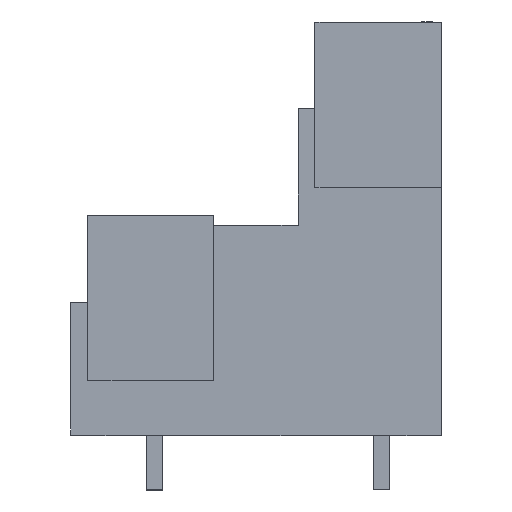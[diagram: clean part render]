
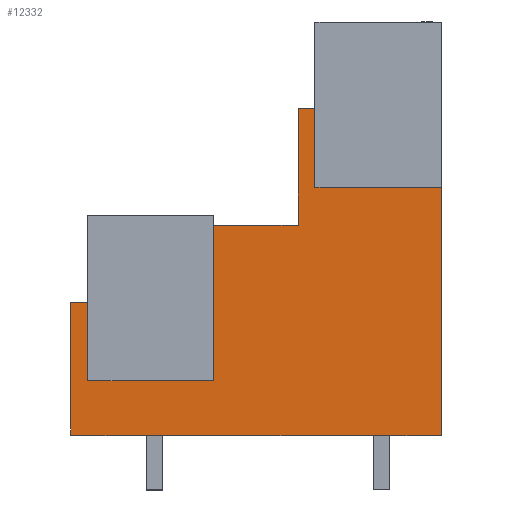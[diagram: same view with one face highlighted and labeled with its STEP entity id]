
A CAD part, left-side view. The second image highlights one B-rep face of the part: STEP entity #12332.
In plain terms, the highlighted planar face has unit normal (-1, 0, 0).
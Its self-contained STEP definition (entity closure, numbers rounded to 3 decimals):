
#12217=AXIS2_PLACEMENT_3D('Plane Axis2P3D',#12214,#12215,#12216) ;
#10298=CARTESIAN_POINT('Vertex',(0.7,7.5,22.6)) ;
#10301=CARTESIAN_POINT('Line Origine',(0.7,7.5,20.275)) ;
#10305=CARTESIAN_POINT('Vertex',(0.7,7.5,17.95)) ;
#10736=CARTESIAN_POINT('Vertex',(0.7,0.,17.95)) ;
#10739=CARTESIAN_POINT('Line Origine',(0.7,0.,10.575)) ;
#10743=CARTESIAN_POINT('Vertex',(0.7,0.,3.2)) ;
#12199=CARTESIAN_POINT('Vertex',(0.7,8.5,22.6)) ;
#12202=CARTESIAN_POINT('Line Origine',(0.7,8.,22.6)) ;
#12214=CARTESIAN_POINT('Axis2P3D Location',(0.7,0.,3.6)) ;
#12219=CARTESIAN_POINT('Line Origine',(0.7,17.,3.2)) ;
#12223=CARTESIAN_POINT('Vertex',(0.7,15.,3.2)) ;
#12225=CARTESIAN_POINT('Vertex',(0.7,19.,3.2)) ;
#12228=CARTESIAN_POINT('Line Origine',(0.7,10.5,3.2)) ;
#12232=CARTESIAN_POINT('Vertex',(0.7,6.,3.2)) ;
#12235=CARTESIAN_POINT('Line Origine',(0.7,4.5,3.2)) ;
#12239=CARTESIAN_POINT('Vertex',(0.7,3.,3.2)) ;
#12242=CARTESIAN_POINT('Line Origine',(0.7,1.5,3.2)) ;
#12247=CARTESIAN_POINT('Line Origine',(0.7,3.75,17.95)) ;
#12252=CARTESIAN_POINT('Line Origine',(0.7,8.5,19.15)) ;
#12256=CARTESIAN_POINT('Vertex',(0.7,8.5,15.7)) ;
#12259=CARTESIAN_POINT('Line Origine',(0.7,11.013,15.7)) ;
#12263=CARTESIAN_POINT('Vertex',(0.7,13.525,15.7)) ;
#12266=CARTESIAN_POINT('Line Origine',(0.7,13.525,11.075)) ;
#12270=CARTESIAN_POINT('Vertex',(0.7,13.525,6.45)) ;
#12273=CARTESIAN_POINT('Line Origine',(0.7,17.25,6.45)) ;
#12277=CARTESIAN_POINT('Vertex',(0.7,20.975,6.45)) ;
#12280=CARTESIAN_POINT('Line Origine',(0.7,20.975,8.775)) ;
#12284=CARTESIAN_POINT('Vertex',(0.7,20.975,11.1)) ;
#12287=CARTESIAN_POINT('Line Origine',(0.7,21.487,11.1)) ;
#12291=CARTESIAN_POINT('Vertex',(0.7,22.,11.1)) ;
#12294=CARTESIAN_POINT('Line Origine',(0.7,22.,7.35)) ;
#12298=CARTESIAN_POINT('Vertex',(0.7,22.,3.6)) ;
#12301=CARTESIAN_POINT('Line Origine',(0.7,22.,3.4)) ;
#12305=CARTESIAN_POINT('Vertex',(0.7,22.,3.2)) ;
#12308=CARTESIAN_POINT('Line Origine',(0.7,20.5,3.2)) ;
#10302=DIRECTION('Vector Direction',(0.,0.,-1.)) ;
#10740=DIRECTION('Vector Direction',(0.,0.,1.)) ;
#12203=DIRECTION('Vector Direction',(0.,1.,0.)) ;
#12215=DIRECTION('Axis2P3D Direction',(-1.,0.,0.)) ;
#12216=DIRECTION('Axis2P3D XDirection',(0.,0.,-1.)) ;
#12220=DIRECTION('Vector Direction',(0.,-1.,0.)) ;
#12229=DIRECTION('Vector Direction',(0.,-1.,0.)) ;
#12236=DIRECTION('Vector Direction',(0.,-1.,0.)) ;
#12243=DIRECTION('Vector Direction',(0.,-1.,0.)) ;
#12248=DIRECTION('Vector Direction',(0.,-1.,0.)) ;
#12253=DIRECTION('Vector Direction',(0.,0.,-1.)) ;
#12260=DIRECTION('Vector Direction',(0.,1.,0.)) ;
#12267=DIRECTION('Vector Direction',(0.,0.,-1.)) ;
#12274=DIRECTION('Vector Direction',(0.,-1.,0.)) ;
#12281=DIRECTION('Vector Direction',(0.,0.,-1.)) ;
#12288=DIRECTION('Vector Direction',(0.,1.,0.)) ;
#12295=DIRECTION('Vector Direction',(0.,0.,1.)) ;
#12302=DIRECTION('Vector Direction',(0.,0.,-1.)) ;
#12309=DIRECTION('Vector Direction',(0.,-1.,0.)) ;
#10303=VECTOR('Line Direction',#10302,1.) ;
#10741=VECTOR('Line Direction',#10740,1.) ;
#12204=VECTOR('Line Direction',#12203,1.) ;
#12221=VECTOR('Line Direction',#12220,1.) ;
#12230=VECTOR('Line Direction',#12229,1.) ;
#12237=VECTOR('Line Direction',#12236,1.) ;
#12244=VECTOR('Line Direction',#12243,1.) ;
#12249=VECTOR('Line Direction',#12248,1.) ;
#12254=VECTOR('Line Direction',#12253,1.) ;
#12261=VECTOR('Line Direction',#12260,1.) ;
#12268=VECTOR('Line Direction',#12267,1.) ;
#12275=VECTOR('Line Direction',#12274,1.) ;
#12282=VECTOR('Line Direction',#12281,1.) ;
#12289=VECTOR('Line Direction',#12288,1.) ;
#12296=VECTOR('Line Direction',#12295,1.) ;
#12303=VECTOR('Line Direction',#12302,1.) ;
#12310=VECTOR('Line Direction',#12309,1.) ;
#12314=ORIENTED_EDGE('',*,*,#12227,.F.) ;
#12315=ORIENTED_EDGE('',*,*,#12234,.T.) ;
#12316=ORIENTED_EDGE('',*,*,#12241,.F.) ;
#12317=ORIENTED_EDGE('',*,*,#12246,.T.) ;
#12318=ORIENTED_EDGE('',*,*,#10745,.T.) ;
#12319=ORIENTED_EDGE('',*,*,#12251,.F.) ;
#12320=ORIENTED_EDGE('',*,*,#10307,.F.) ;
#12321=ORIENTED_EDGE('',*,*,#12206,.T.) ;
#12322=ORIENTED_EDGE('',*,*,#12258,.T.) ;
#12323=ORIENTED_EDGE('',*,*,#12265,.T.) ;
#12324=ORIENTED_EDGE('',*,*,#12272,.T.) ;
#12325=ORIENTED_EDGE('',*,*,#12279,.F.) ;
#12326=ORIENTED_EDGE('',*,*,#12286,.F.) ;
#12327=ORIENTED_EDGE('',*,*,#12293,.T.) ;
#12328=ORIENTED_EDGE('',*,*,#12300,.F.) ;
#12329=ORIENTED_EDGE('',*,*,#12307,.F.) ;
#12330=ORIENTED_EDGE('',*,*,#12312,.T.) ;
#12332=ADVANCED_FACE('Housing',(#12331),#12218,.T.) ;
#10307=EDGE_CURVE('',#10299,#10306,#10304,.T.) ;
#10745=EDGE_CURVE('',#10744,#10737,#10742,.T.) ;
#12206=EDGE_CURVE('',#10299,#12200,#12205,.T.) ;
#12227=EDGE_CURVE('',#12224,#12226,#12222,.F.) ;
#12234=EDGE_CURVE('',#12224,#12233,#12231,.T.) ;
#12241=EDGE_CURVE('',#12240,#12233,#12238,.F.) ;
#12246=EDGE_CURVE('',#12240,#10744,#12245,.T.) ;
#12251=EDGE_CURVE('',#10306,#10737,#12250,.T.) ;
#12258=EDGE_CURVE('',#12200,#12257,#12255,.T.) ;
#12265=EDGE_CURVE('',#12257,#12264,#12262,.T.) ;
#12272=EDGE_CURVE('',#12264,#12271,#12269,.T.) ;
#12279=EDGE_CURVE('',#12278,#12271,#12276,.T.) ;
#12286=EDGE_CURVE('',#12285,#12278,#12283,.T.) ;
#12293=EDGE_CURVE('',#12285,#12292,#12290,.T.) ;
#12300=EDGE_CURVE('',#12299,#12292,#12297,.T.) ;
#12307=EDGE_CURVE('',#12306,#12299,#12304,.F.) ;
#12312=EDGE_CURVE('',#12306,#12226,#12311,.T.) ;
#12313=EDGE_LOOP('',(#12314,#12315,#12316,#12317,#12318,#12319,#12320,#12321,#12322,#12323,#12324,#12325,#12326,#12327,#12328,#12329,#12330)) ;
#12331=FACE_OUTER_BOUND('',#12313,.T.) ;
#10304=LINE('Line',#10301,#10303) ;
#10742=LINE('Line',#10739,#10741) ;
#12205=LINE('Line',#12202,#12204) ;
#12222=LINE('Line',#12219,#12221) ;
#12231=LINE('Line',#12228,#12230) ;
#12238=LINE('Line',#12235,#12237) ;
#12245=LINE('Line',#12242,#12244) ;
#12250=LINE('Line',#12247,#12249) ;
#12255=LINE('Line',#12252,#12254) ;
#12262=LINE('Line',#12259,#12261) ;
#12269=LINE('Line',#12266,#12268) ;
#12276=LINE('Line',#12273,#12275) ;
#12283=LINE('Line',#12280,#12282) ;
#12290=LINE('Line',#12287,#12289) ;
#12297=LINE('Line',#12294,#12296) ;
#12304=LINE('Line',#12301,#12303) ;
#12311=LINE('Line',#12308,#12310) ;
#12218=PLANE('',#12217) ;
#10299=VERTEX_POINT('',#10298) ;
#10306=VERTEX_POINT('',#10305) ;
#10737=VERTEX_POINT('',#10736) ;
#10744=VERTEX_POINT('',#10743) ;
#12200=VERTEX_POINT('',#12199) ;
#12224=VERTEX_POINT('',#12223) ;
#12226=VERTEX_POINT('',#12225) ;
#12233=VERTEX_POINT('',#12232) ;
#12240=VERTEX_POINT('',#12239) ;
#12257=VERTEX_POINT('',#12256) ;
#12264=VERTEX_POINT('',#12263) ;
#12271=VERTEX_POINT('',#12270) ;
#12278=VERTEX_POINT('',#12277) ;
#12285=VERTEX_POINT('',#12284) ;
#12292=VERTEX_POINT('',#12291) ;
#12299=VERTEX_POINT('',#12298) ;
#12306=VERTEX_POINT('',#12305) ;
